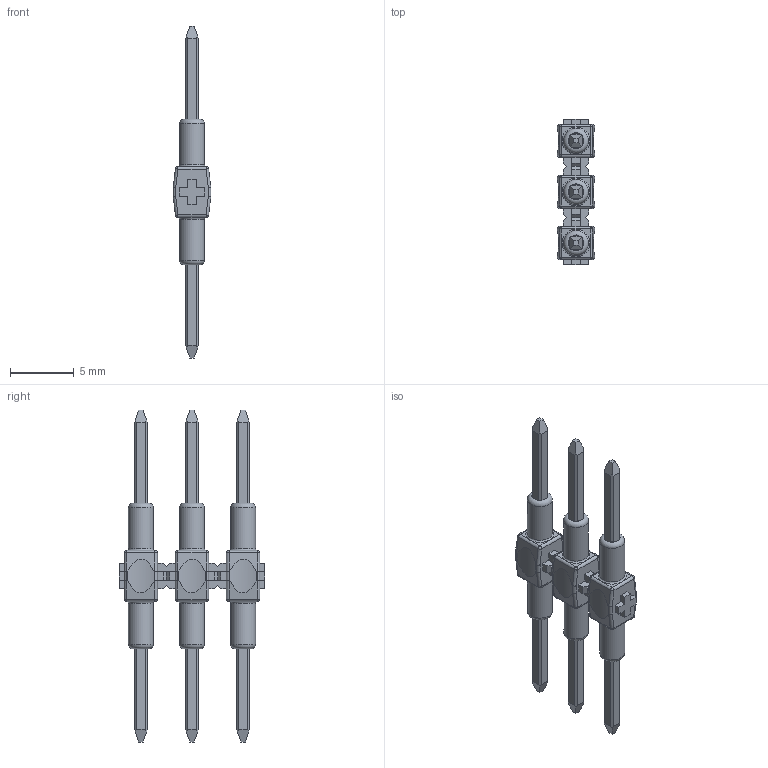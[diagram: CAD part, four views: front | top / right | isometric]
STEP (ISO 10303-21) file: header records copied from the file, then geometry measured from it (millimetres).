
FILE_DESCRIPTION(/* description */ ('Unknown'),/* implementation_level */ '2;1');
FILE_NAME(/* name */ '695103401122',/* time_stamp */ '2017-02-10T13:19:30+01:00',/* author */ ('Unknown'),/* organization */ ('Unknown'),/* preprocessor_version */ 'ST-DEVELOPER v16.7',/* originating_system */ 'DEX',/* authorisation */ $);
FILE_SCHEMA (('AUTOMOTIVE_DESIGN {1 0 10303 214 3 1 1}'));
Length unit declared in the file: millimetre
Products named in the file (3): 6951xx401122; 695103401122; 6951xx401122_Pin
Assembly tree (4 placements, depth 2):
  6951xx401122
    695103401122
    6951xx401122_Pin  x3
Bounding box: 2.95 x 11.4 x 26 mm (x, y, z)
Volume: 188.2 mm3; surface area: 717.7 mm2
Topology: 4 solids, 4 shells, 317 faces, 774 edges, 465 vertices
Faces by surface type: plane 194, cylinder 87, sphere 24, torus 12
Full cylindrical faces by diameter (mm): 1.24 x3, 1.95 x6
Entity records: 7521 total; most frequent: CARTESIAN_POINT 1298, DIRECTION 1296, ORIENTED_EDGE 1212, EDGE_CURVE 606, LINE 440, VECTOR 440, AXIS2_PLACEMENT_3D 428, VERTEX_POINT 382
